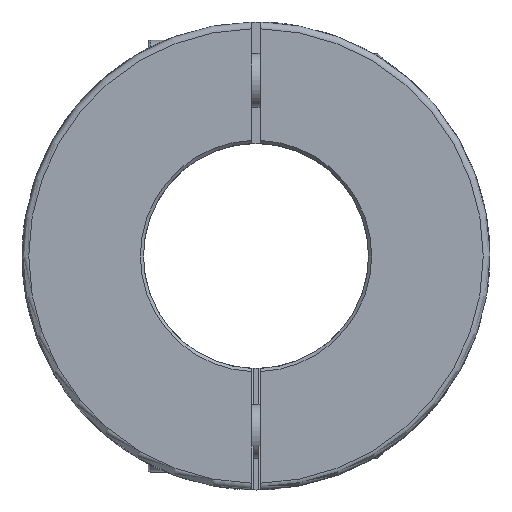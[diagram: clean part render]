
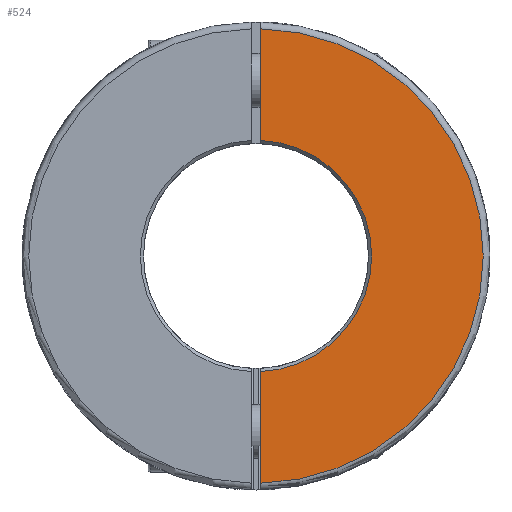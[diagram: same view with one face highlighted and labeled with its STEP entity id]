
A CAD part, left-side view. The second image highlights one B-rep face of the part: STEP entity #524.
In plain terms, the highlighted planar face has unit normal (-1, 0, 0).
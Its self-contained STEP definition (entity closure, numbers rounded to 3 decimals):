
#216 = VERTEX_POINT ( 'NONE', #4080 ) ;
#405 = DIRECTION ( 'NONE',  ( 1., 0., 0. ) ) ;
#524 = ADVANCED_FACE ( 'NONE', ( #8285 ), #7539, .F. ) ;
#832 = DIRECTION ( 'NONE',  ( 0., 0., 1. ) ) ;
#1429 = VERTEX_POINT ( 'NONE', #6848 ) ;
#1481 = ORIENTED_EDGE ( 'NONE', *, *, #6345, .T. ) ;
#1502 = ORIENTED_EDGE ( 'NONE', *, *, #3598, .T. ) ;
#1867 = AXIS2_PLACEMENT_3D ( 'NONE', #3329, #405, #2497 ) ;
#2107 = EDGE_CURVE ( 'NONE', #216, #6898, #2185, .T. ) ;
#2185 = LINE ( 'NONE', #2280, #3039 ) ;
#2263 = CARTESIAN_POINT ( 'NONE',  ( -40.25, -1., 0. ) ) ;
#2280 = CARTESIAN_POINT ( 'NONE',  ( -40.25, -1., 0. ) ) ;
#2391 = EDGE_LOOP ( 'NONE', ( #4480, #1481, #8377, #1502 ) ) ;
#2497 = DIRECTION ( 'NONE',  ( 0., 1., 0. ) ) ;
#2636 = EDGE_CURVE ( 'NONE', #1429, #7838, #8585, .T. ) ;
#2722 = DIRECTION ( 'NONE',  ( -1., 0., 0. ) ) ;
#3039 = VECTOR ( 'NONE', #8551, 1000. ) ;
#3147 = CIRCLE ( 'NONE', #4884, 25.7 ) ;
#3329 = CARTESIAN_POINT ( 'NONE',  ( -40.25, 0., 0. ) ) ;
#3598 = EDGE_CURVE ( 'NONE', #216, #7838, #3147, .T. ) ;
#4080 = CARTESIAN_POINT ( 'NONE',  ( -40.25, -1., 25.681 ) ) ;
#4092 = CARTESIAN_POINT ( 'NONE',  ( -40.25, -1., 50.49 ) ) ;
#4480 = ORIENTED_EDGE ( 'NONE', *, *, #2636, .F. ) ;
#4792 = CARTESIAN_POINT ( 'NONE',  ( -40.25, 0., 0. ) ) ;
#4884 = AXIS2_PLACEMENT_3D ( 'NONE', #9184, #7030, #6942 ) ;
#6319 = DIRECTION ( 'NONE',  ( 0., 0., -1. ) ) ;
#6345 = EDGE_CURVE ( 'NONE', #1429, #6898, #7077, .T. ) ;
#6848 = CARTESIAN_POINT ( 'NONE',  ( -40.25, -1., -50.49 ) ) ;
#6898 = VERTEX_POINT ( 'NONE', #4092 ) ;
#6942 = DIRECTION ( 'NONE',  ( 0., 0., -1. ) ) ;
#7030 = DIRECTION ( 'NONE',  ( 1., 0., 0. ) ) ;
#7077 = CIRCLE ( 'NONE', #7686, 50.5 ) ;
#7539 = PLANE ( 'NONE',  #1867 ) ;
#7686 = AXIS2_PLACEMENT_3D ( 'NONE', #4792, #2722, #6319 ) ;
#7711 = VECTOR ( 'NONE', #832, 1000. ) ;
#7838 = VERTEX_POINT ( 'NONE', #9133 ) ;
#8285 = FACE_OUTER_BOUND ( 'NONE', #2391, .T. ) ;
#8377 = ORIENTED_EDGE ( 'NONE', *, *, #2107, .F. ) ;
#8551 = DIRECTION ( 'NONE',  ( 0., 0., 1. ) ) ;
#8585 = LINE ( 'NONE', #2263, #7711 ) ;
#9133 = CARTESIAN_POINT ( 'NONE',  ( -40.25, -1., -25.681 ) ) ;
#9184 = CARTESIAN_POINT ( 'NONE',  ( -40.25, 0., 0. ) ) ;
